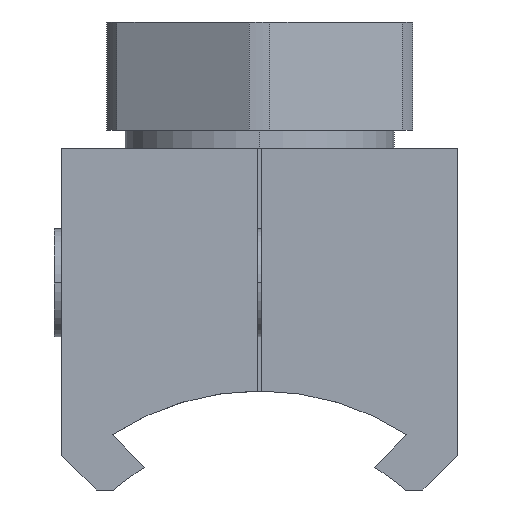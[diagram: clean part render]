
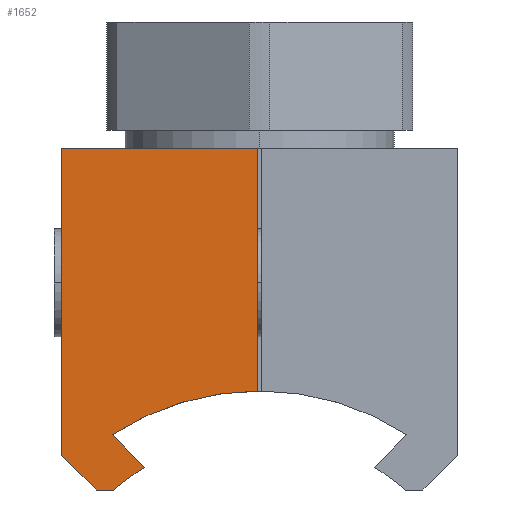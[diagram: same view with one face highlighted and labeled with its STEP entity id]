
A CAD part, front view. The second image highlights one B-rep face of the part: STEP entity #1652.
In plain terms, the highlighted planar face has unit normal (0, -1, 0).
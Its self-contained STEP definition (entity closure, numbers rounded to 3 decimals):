
#35 = VERTEX_POINT ( 'NONE', #1017 ) ;
#50 = DIRECTION ( 'NONE',  ( 0., 0., 1. ) ) ;
#137 = ORIENTED_EDGE ( 'NONE', *, *, #205, .F. ) ;
#205 = EDGE_CURVE ( 'NONE', #766, #2643, #1793, .T. ) ;
#230 = CARTESIAN_POINT ( 'NONE',  ( -0.1, -22.5, 28.5 ) ) ;
#241 = CARTESIAN_POINT ( 'NONE',  ( -11., -22.5, 28.5 ) ) ;
#306 = ORIENTED_EDGE ( 'NONE', *, *, #1203, .F. ) ;
#407 = LINE ( 'NONE', #1751, #2606 ) ;
#410 = CARTESIAN_POINT ( 'NONE',  ( -0.1, -22.5, 15. ) ) ;
#482 = CARTESIAN_POINT ( 'NONE',  ( -8.124, -22.5, 9.5 ) ) ;
#496 = VERTEX_POINT ( 'NONE', #1583 ) ;
#532 = VERTEX_POINT ( 'NONE', #1664 ) ;
#542 = VECTOR ( 'NONE', #2808, 1000. ) ;
#571 = CARTESIAN_POINT ( 'NONE',  ( -8.186, -22.5, 12.57 ) ) ;
#701 = LINE ( 'NONE', #482, #2370 ) ;
#755 = LINE ( 'NONE', #2154, #542 ) ;
#758 = CARTESIAN_POINT ( 'NONE',  ( 0., -22.5, 0. ) ) ;
#763 = CIRCLE ( 'NONE', #1608, 12.5 ) ;
#766 = VERTEX_POINT ( 'NONE', #241 ) ;
#836 = LINE ( 'NONE', #410, #1190 ) ;
#859 = DIRECTION ( 'NONE',  ( 0., 0., -1. ) ) ;
#960 = EDGE_CURVE ( 'NONE', #2482, #1201, #1235, .T. ) ;
#1001 = AXIS2_PLACEMENT_3D ( 'NONE', #758, #1903, #2046 ) ;
#1017 = CARTESIAN_POINT ( 'NONE',  ( -0.1, -22.5, 15. ) ) ;
#1048 = DIRECTION ( 'NONE',  ( 0.707, 0., -0.707 ) ) ;
#1085 = EDGE_CURVE ( 'NONE', #1201, #2389, #763, .T. ) ;
#1089 = DIRECTION ( 'NONE',  ( 1., 0., 0. ) ) ;
#1133 = ORIENTED_EDGE ( 'NONE', *, *, #2815, .F. ) ;
#1190 = VECTOR ( 'NONE', #1287, 1000. ) ;
#1201 = VERTEX_POINT ( 'NONE', #2877 ) ;
#1203 = EDGE_CURVE ( 'NONE', #496, #532, #407, .T. ) ;
#1235 = LINE ( 'NONE', #2852, #1511 ) ;
#1254 = CARTESIAN_POINT ( 'NONE',  ( -8.124, -22.5, 9.5 ) ) ;
#1287 = DIRECTION ( 'NONE',  ( 0., 0., -1. ) ) ;
#1300 = CARTESIAN_POINT ( 'NONE',  ( 0., -22.5, 0. ) ) ;
#1375 = DIRECTION ( 'NONE',  ( -1., 0., 0. ) ) ;
#1393 = DIRECTION ( 'NONE',  ( 0., -1., 0. ) ) ;
#1499 = ORIENTED_EDGE ( 'NONE', *, *, #1905, .F. ) ;
#1511 = VECTOR ( 'NONE', #1048, 1000. ) ;
#1531 = DIRECTION ( 'NONE',  ( -0.707, 0., 0.707 ) ) ;
#1554 = VECTOR ( 'NONE', #1089, 1000. ) ;
#1583 = CARTESIAN_POINT ( 'NONE',  ( -9.076, -22.5, 9.5 ) ) ;
#1608 = AXIS2_PLACEMENT_3D ( 'NONE', #1300, #1769, #859 ) ;
#1643 = CARTESIAN_POINT ( 'NONE',  ( 0., -22.5, 0. ) ) ;
#1652 = ADVANCED_FACE ( 'NONE', ( #2557 ), #2339, .T. ) ;
#1664 = CARTESIAN_POINT ( 'NONE',  ( -11., -22.5, 11.424 ) ) ;
#1751 = CARTESIAN_POINT ( 'NONE',  ( -9.076, -22.5, 9.5 ) ) ;
#1769 = DIRECTION ( 'NONE',  ( 0., -1., 0. ) ) ;
#1793 = LINE ( 'NONE', #2208, #1554 ) ;
#1903 = DIRECTION ( 'NONE',  ( 0., -1., 0. ) ) ;
#1905 = EDGE_CURVE ( 'NONE', #2643, #35, #836, .T. ) ;
#1952 = ORIENTED_EDGE ( 'NONE', *, *, #960, .F. ) ;
#2032 = EDGE_LOOP ( 'NONE', ( #2237, #1952, #1133, #1499, #137, #2223, #306, #2072 ) ) ;
#2046 = DIRECTION ( 'NONE',  ( -1., 0., 0. ) ) ;
#2053 = EDGE_CURVE ( 'NONE', #2389, #496, #701, .T. ) ;
#2072 = ORIENTED_EDGE ( 'NONE', *, *, #2053, .F. ) ;
#2136 = CIRCLE ( 'NONE', #2374, 15. ) ;
#2154 = CARTESIAN_POINT ( 'NONE',  ( -11., -22.5, 11.424 ) ) ;
#2208 = CARTESIAN_POINT ( 'NONE',  ( -0.1, -22.5, 28.5 ) ) ;
#2223 = ORIENTED_EDGE ( 'NONE', *, *, #2307, .F. ) ;
#2237 = ORIENTED_EDGE ( 'NONE', *, *, #1085, .F. ) ;
#2307 = EDGE_CURVE ( 'NONE', #532, #766, #755, .T. ) ;
#2339 = PLANE ( 'NONE',  #1001 ) ;
#2370 = VECTOR ( 'NONE', #1375, 1000. ) ;
#2374 = AXIS2_PLACEMENT_3D ( 'NONE', #1643, #1393, #50 ) ;
#2389 = VERTEX_POINT ( 'NONE', #1254 ) ;
#2482 = VERTEX_POINT ( 'NONE', #571 ) ;
#2557 = FACE_OUTER_BOUND ( 'NONE', #2032, .T. ) ;
#2606 = VECTOR ( 'NONE', #1531, 1000. ) ;
#2643 = VERTEX_POINT ( 'NONE', #230 ) ;
#2808 = DIRECTION ( 'NONE',  ( 0., 0., 1. ) ) ;
#2815 = EDGE_CURVE ( 'NONE', #35, #2482, #2136, .T. ) ;
#2852 = CARTESIAN_POINT ( 'NONE',  ( -8.186, -22.5, 12.57 ) ) ;
#2877 = CARTESIAN_POINT ( 'NONE',  ( -6.371, -22.5, 10.755 ) ) ;
